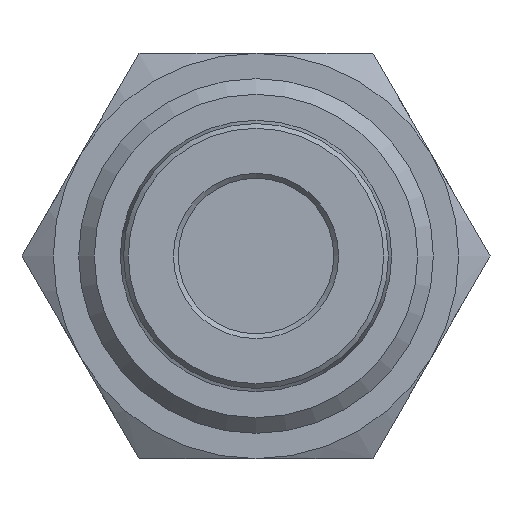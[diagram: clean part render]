
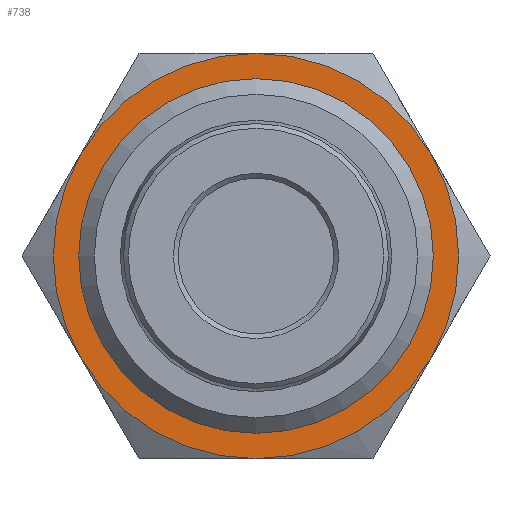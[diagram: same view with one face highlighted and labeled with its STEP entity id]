
A CAD part, left-side view. The second image highlights one B-rep face of the part: STEP entity #738.
In plain terms, the highlighted planar face has unit normal (-1, 0, 0).
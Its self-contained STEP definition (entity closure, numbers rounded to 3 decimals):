
#662=CARTESIAN_POINT('',(0.,0.,10.73));
#663=VERTEX_POINT('',#662);
#664=CARTESIAN_POINT('',(0.,0.,0.0));
#665=DIRECTION('',(-1.0,0.0,0.0));
#666=DIRECTION('',(0.0,0.0,-1.0));
#667=AXIS2_PLACEMENT_3D('',#664,#665,#666);
#668=CIRCLE('',#667,10.73);
#669=EDGE_CURVE('',#663,#663,#668,.T.);
#674=CARTESIAN_POINT('',(0.,6.35,0.0));
#675=DIRECTION('',(-1.0,0.0,0.0));
#676=DIRECTION('',(0.0,0.0,1.0));
#677=AXIS2_PLACEMENT_3D('',#674,#675,#676);
#678=PLANE('',#677);
#679=CARTESIAN_POINT('',(0.,-10.999,6.35));
#680=VERTEX_POINT('',#679);
#681=CARTESIAN_POINT('',(0.,0.,12.7));
#682=VERTEX_POINT('',#681);
#683=CARTESIAN_POINT('',(0.,0.0,0.0));
#684=DIRECTION('',(-1.0,0.0,0.0));
#685=DIRECTION('',(0.0,1.0,0.0));
#686=AXIS2_PLACEMENT_3D('',#683,#684,#685);
#687=CIRCLE('',#686,12.7);
#688=EDGE_CURVE('',#680,#682,#687,.T.);
#689=ORIENTED_EDGE('',*,*,#688,.T.);
#690=CARTESIAN_POINT('',(0.,10.999,6.35));
#691=VERTEX_POINT('',#690);
#692=CARTESIAN_POINT('',(0.,0.0,0.0));
#693=DIRECTION('',(-1.0,0.0,0.0));
#694=DIRECTION('',(0.0,1.0,0.0));
#695=AXIS2_PLACEMENT_3D('',#692,#693,#694);
#696=CIRCLE('',#695,12.7);
#697=EDGE_CURVE('',#682,#691,#696,.T.);
#698=ORIENTED_EDGE('',*,*,#697,.T.);
#699=CARTESIAN_POINT('',(0.,10.999,-6.35));
#700=VERTEX_POINT('',#699);
#701=CARTESIAN_POINT('',(0.,0.0,0.0));
#702=DIRECTION('',(-1.0,0.0,0.0));
#703=DIRECTION('',(0.0,1.0,0.0));
#704=AXIS2_PLACEMENT_3D('',#701,#702,#703);
#705=CIRCLE('',#704,12.7);
#706=EDGE_CURVE('',#691,#700,#705,.T.);
#707=ORIENTED_EDGE('',*,*,#706,.T.);
#708=CARTESIAN_POINT('',(0.,0.,-12.7));
#709=VERTEX_POINT('',#708);
#710=CARTESIAN_POINT('',(0.,0.0,0.0));
#711=DIRECTION('',(-1.0,0.0,0.0));
#712=DIRECTION('',(0.0,1.0,0.0));
#713=AXIS2_PLACEMENT_3D('',#710,#711,#712);
#714=CIRCLE('',#713,12.7);
#715=EDGE_CURVE('',#700,#709,#714,.T.);
#716=ORIENTED_EDGE('',*,*,#715,.T.);
#717=CARTESIAN_POINT('',(0.,-10.999,-6.35));
#718=VERTEX_POINT('',#717);
#719=CARTESIAN_POINT('',(0.,0.0,0.0));
#720=DIRECTION('',(-1.0,0.0,0.0));
#721=DIRECTION('',(0.0,1.0,0.0));
#722=AXIS2_PLACEMENT_3D('',#719,#720,#721);
#723=CIRCLE('',#722,12.7);
#724=EDGE_CURVE('',#709,#718,#723,.T.);
#725=ORIENTED_EDGE('',*,*,#724,.T.);
#726=CARTESIAN_POINT('',(0.,0.0,0.0));
#727=DIRECTION('',(-1.0,0.0,0.0));
#728=DIRECTION('',(0.0,1.0,0.0));
#729=AXIS2_PLACEMENT_3D('',#726,#727,#728);
#730=CIRCLE('',#729,12.7);
#731=EDGE_CURVE('',#718,#680,#730,.T.);
#732=ORIENTED_EDGE('',*,*,#731,.T.);
#733=EDGE_LOOP('',(#689,#698,#707,#716,#725,#732));
#734=FACE_OUTER_BOUND('',#733,.T.);
#735=ORIENTED_EDGE('',*,*,#669,.F.);
#736=EDGE_LOOP('',(#735));
#737=FACE_BOUND('',#736,.T.);
#738=ADVANCED_FACE('',(#734,#737),#678,.T.);
